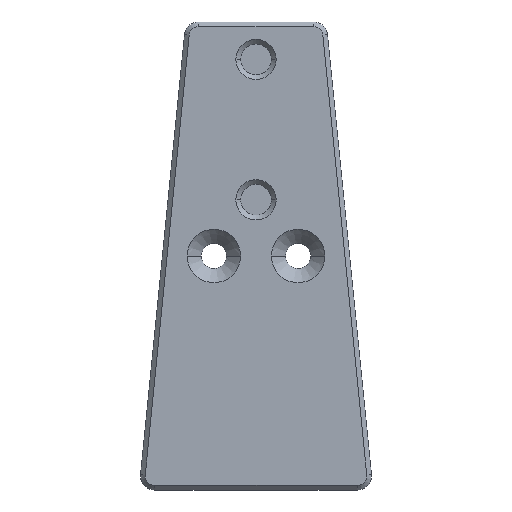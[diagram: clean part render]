
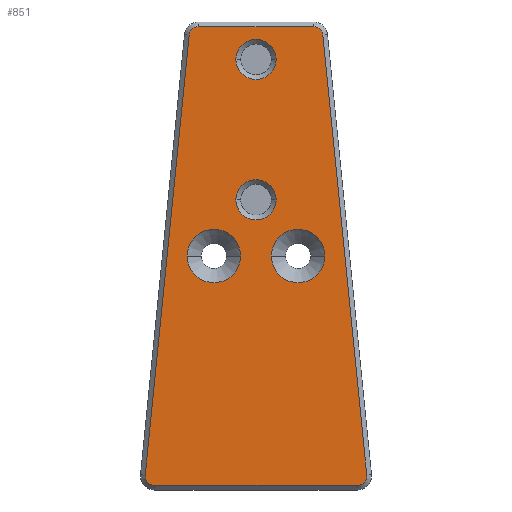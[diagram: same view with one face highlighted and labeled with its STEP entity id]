
A CAD part, front view. The second image highlights one B-rep face of the part: STEP entity #851.
In plain terms, the highlighted planar face has unit normal (0, -1, 0).
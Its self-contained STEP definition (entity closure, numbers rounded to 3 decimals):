
#1=CARTESIAN_POINT('',(4.5,0.,0.));
#2=DIRECTION('',(0.,1.,0.));
#3=DIRECTION('',(-1.,0.,0.));
#4=AXIS2_PLACEMENT_3D('',#1,#2,#3);
#6=CARTESIAN_POINT('',(4.5,0.,0.));
#7=DIRECTION('',(0.,1.,0.));
#8=DIRECTION('',(1.,0.,0.));
#9=AXIS2_PLACEMENT_3D('',#6,#7,#8);
#11=CARTESIAN_POINT('',(-4.5,0.,0.));
#12=DIRECTION('',(0.,1.,0.));
#13=DIRECTION('',(-1.,0.,0.));
#14=AXIS2_PLACEMENT_3D('',#11,#12,#13);
#16=CARTESIAN_POINT('',(-4.5,0.,0.));
#17=DIRECTION('',(0.,1.,0.));
#18=DIRECTION('',(1.,0.,0.));
#19=AXIS2_PLACEMENT_3D('',#16,#17,#18);
#21=CARTESIAN_POINT('',(-10.843,0.,-23.5));
#22=DIRECTION('',(0.,-1.,0.));
#23=DIRECTION('',(-0.995,0.,0.1));
#24=AXIS2_PLACEMENT_3D('',#21,#22,#23);
#26=DIRECTION('',(-0.1,0.,-0.995));
#27=VECTOR('',#26,47.234);
#28=CARTESIAN_POINT('',(-7.138,0.,
23.6));
#29=LINE('',#28,#27);
#30=CARTESIAN_POINT('',(-6.143,0.,23.5));
#31=DIRECTION('',(0.,-1.,0.));
#32=DIRECTION('',(0.,0.,1.));
#33=AXIS2_PLACEMENT_3D('',#30,#31,#32);
#35=DIRECTION('',(-1.,0.,0.));
#36=VECTOR('',#35,12.285);
#37=CARTESIAN_POINT('',(6.143,0.,24.5));
#38=LINE('',#37,#36);
#39=CARTESIAN_POINT('',(6.143,0.,23.5));
#40=DIRECTION('',(0.,-1.,0.));
#41=DIRECTION('',(0.995,0.,0.1));
#42=AXIS2_PLACEMENT_3D('',#39,#40,#41);
#44=DIRECTION('',(-0.1,0.,0.995));
#45=VECTOR('',#44,47.234);
#46=CARTESIAN_POINT('',(11.838,0.,
-23.4));
#47=LINE('',#46,#45);
#48=CARTESIAN_POINT('',(10.843,0.,-23.5));
#49=DIRECTION('',(0.,-1.,0.));
#50=DIRECTION('',(0.,0.,-1.));
#51=AXIS2_PLACEMENT_3D('',#48,#49,#50);
#53=DIRECTION('',(1.,0.,0.));
#54=VECTOR('',#53,21.685);
#55=CARTESIAN_POINT('',(-10.843,0.,
-24.5));
#56=LINE('',#55,#54);
#57=CARTESIAN_POINT('',(0.,0.,21.));
#58=DIRECTION('',(0.,1.,0.));
#59=DIRECTION('',(1.,0.,0.));
#60=AXIS2_PLACEMENT_3D('',#57,#58,#59);
#62=CARTESIAN_POINT('',(0.,0.,21.));
#63=DIRECTION('',(0.,1.,0.));
#64=DIRECTION('',(-1.,0.,0.));
#65=AXIS2_PLACEMENT_3D('',#62,#63,#64);
#67=CARTESIAN_POINT('',(0.,0.,6.));
#68=DIRECTION('',(0.,1.,0.));
#69=DIRECTION('',(1.,0.,0.));
#70=AXIS2_PLACEMENT_3D('',#67,#68,#69);
#72=CARTESIAN_POINT('',(0.,0.,6.));
#73=DIRECTION('',(0.,1.,0.));
#74=DIRECTION('',(-1.,0.,0.));
#75=AXIS2_PLACEMENT_3D('',#72,#73,#74);
#652=CARTESIAN_POINT('',(1.65,0.,0.));
#653=CARTESIAN_POINT('',(7.35,0.,0.));
#654=VERTEX_POINT('',#652);
#655=VERTEX_POINT('',#653);
#660=CARTESIAN_POINT('',(-7.35,0.,0.));
#661=CARTESIAN_POINT('',(-1.65,0.,0.));
#662=VERTEX_POINT('',#660);
#663=VERTEX_POINT('',#661);
#668=CARTESIAN_POINT('',(-11.838,0.,-23.4));
#669=CARTESIAN_POINT('',(-10.843,0.,-24.5));
#670=VERTEX_POINT('',#668);
#671=VERTEX_POINT('',#669);
#676=CARTESIAN_POINT('',(10.843,0.,
-24.5));
#677=VERTEX_POINT('',#676);
#680=CARTESIAN_POINT('',(11.838,0.,-23.4));
#681=VERTEX_POINT('',#680);
#684=CARTESIAN_POINT('',(7.138,0.,
23.6));
#685=VERTEX_POINT('',#684);
#688=CARTESIAN_POINT('',(6.143,0.,24.5));
#689=VERTEX_POINT('',#688);
#692=CARTESIAN_POINT('',(-6.143,0.,
24.5));
#693=VERTEX_POINT('',#692);
#696=CARTESIAN_POINT('',(-7.138,0.,23.6));
#697=VERTEX_POINT('',#696);
#788=CARTESIAN_POINT('',(2.15,0.,21.));
#789=CARTESIAN_POINT('',(-2.15,0.,21.));
#790=VERTEX_POINT('',#788);
#791=VERTEX_POINT('',#789);
#796=CARTESIAN_POINT('',(2.15,0.,6.));
#797=CARTESIAN_POINT('',(-2.15,0.,6.));
#798=VERTEX_POINT('',#796);
#799=VERTEX_POINT('',#797);
#804=CARTESIAN_POINT('',(0.,0.,0.));
#805=DIRECTION('',(0.,1.,0.));
#806=DIRECTION('',(1.,0.,0.));
#807=AXIS2_PLACEMENT_3D('',#804,#805,#806);
#808=PLANE('',#807);
#810=ORIENTED_EDGE('',*,*,#809,.F.);
#812=ORIENTED_EDGE('',*,*,#811,.F.);
#814=ORIENTED_EDGE('',*,*,#813,.F.);
#816=ORIENTED_EDGE('',*,*,#815,.F.);
#818=ORIENTED_EDGE('',*,*,#817,.F.);
#820=ORIENTED_EDGE('',*,*,#819,.F.);
#822=ORIENTED_EDGE('',*,*,#821,.F.);
#824=ORIENTED_EDGE('',*,*,#823,.F.);
#825=EDGE_LOOP('',(#810,#812,#814,#816,#818,#820,#822,#824));
#826=FACE_OUTER_BOUND('',#825,.F.);
#828=ORIENTED_EDGE('',*,*,#827,.F.);
#830=ORIENTED_EDGE('',*,*,#829,.F.);
#831=EDGE_LOOP('',(#828,#830));
#832=FACE_BOUND('',#831,.F.);
#834=ORIENTED_EDGE('',*,*,#833,.F.);
#836=ORIENTED_EDGE('',*,*,#835,.F.);
#837=EDGE_LOOP('',(#834,#836));
#838=FACE_BOUND('',#837,.F.);
#840=ORIENTED_EDGE('',*,*,#839,.F.);
#842=ORIENTED_EDGE('',*,*,#841,.F.);
#843=EDGE_LOOP('',(#840,#842));
#844=FACE_BOUND('',#843,.F.);
#846=ORIENTED_EDGE('',*,*,#845,.F.);
#848=ORIENTED_EDGE('',*,*,#847,.F.);
#849=EDGE_LOOP('',(#846,#848));
#850=FACE_BOUND('',#849,.F.);
#851=ADVANCED_FACE('',(#826,#832,#838,#844,#850),#808,.F.);
#5=CIRCLE('',#4,2.85);
#10=CIRCLE('',#9,2.85);
#15=CIRCLE('',#14,2.85);
#20=CIRCLE('',#19,2.85);
#25=CIRCLE('',#24,1.);
#34=CIRCLE('',#33,1.);
#43=CIRCLE('',#42,1.);
#52=CIRCLE('',#51,1.);
#61=CIRCLE('',#60,2.15);
#66=CIRCLE('',#65,2.15);
#71=CIRCLE('',#70,2.15);
#76=CIRCLE('',#75,2.15);
#809=EDGE_CURVE('',#670,#671,#25,.T.);
#811=EDGE_CURVE('',#697,#670,#29,.T.);
#813=EDGE_CURVE('',#693,#697,#34,.T.);
#815=EDGE_CURVE('',#689,#693,#38,.T.);
#817=EDGE_CURVE('',#685,#689,#43,.T.);
#819=EDGE_CURVE('',#681,#685,#47,.T.);
#821=EDGE_CURVE('',#677,#681,#52,.T.);
#823=EDGE_CURVE('',#671,#677,#56,.T.);
#827=EDGE_CURVE('',#662,#663,#15,.T.);
#829=EDGE_CURVE('',#663,#662,#20,.T.);
#833=EDGE_CURVE('',#654,#655,#5,.T.);
#835=EDGE_CURVE('',#655,#654,#10,.T.);
#839=EDGE_CURVE('',#790,#791,#61,.T.);
#841=EDGE_CURVE('',#791,#790,#66,.T.);
#845=EDGE_CURVE('',#798,#799,#71,.T.);
#847=EDGE_CURVE('',#799,#798,#76,.T.);
